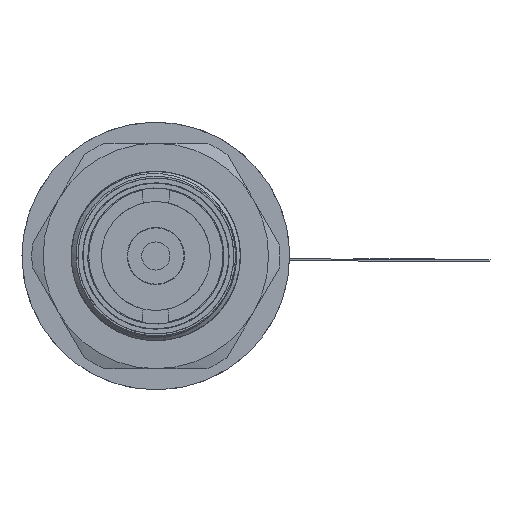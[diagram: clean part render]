
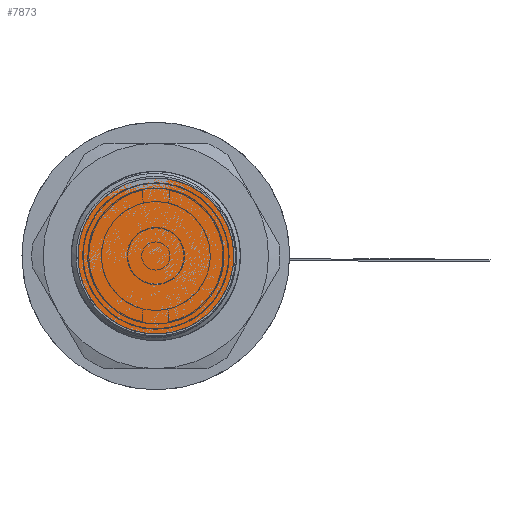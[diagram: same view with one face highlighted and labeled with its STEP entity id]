
A CAD part, left-side view. The second image highlights one B-rep face of the part: STEP entity #7873.
In plain terms, the highlighted planar face has unit normal (-1, 0, 0).
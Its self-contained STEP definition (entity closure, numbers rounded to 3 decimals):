
#1673=PLANE('',#9568);
#3403=ORIENTED_EDGE('',*,*,#4755,.F.);
#4755=EDGE_CURVE('',#5598,#5598,#5999,.T.);
#5598=VERTEX_POINT('',#34743);
#5999=CIRCLE('',#9569,8.3);
#6506=EDGE_LOOP('',(#3403));
#7166=FACE_BOUND('',#6506,.T.);
#7873=ADVANCED_FACE('',(#7166),#1673,.F.);
#9568=AXIS2_PLACEMENT_3D('',#34741,#11020,#11021);
#9569=AXIS2_PLACEMENT_3D('',#34742,#11022,#11023);
#11020=DIRECTION('',(1.,0.,0.));
#11021=DIRECTION('',(0.,0.,-1.));
#11022=DIRECTION('',(1.,0.,0.));
#11023=DIRECTION('',(0.,0.,-1.));
#34741=CARTESIAN_POINT('',(0.,0.,0.));
#34742=CARTESIAN_POINT('',(0.,0.,0.));
#34743=CARTESIAN_POINT('',(0.,0.,-8.3));
